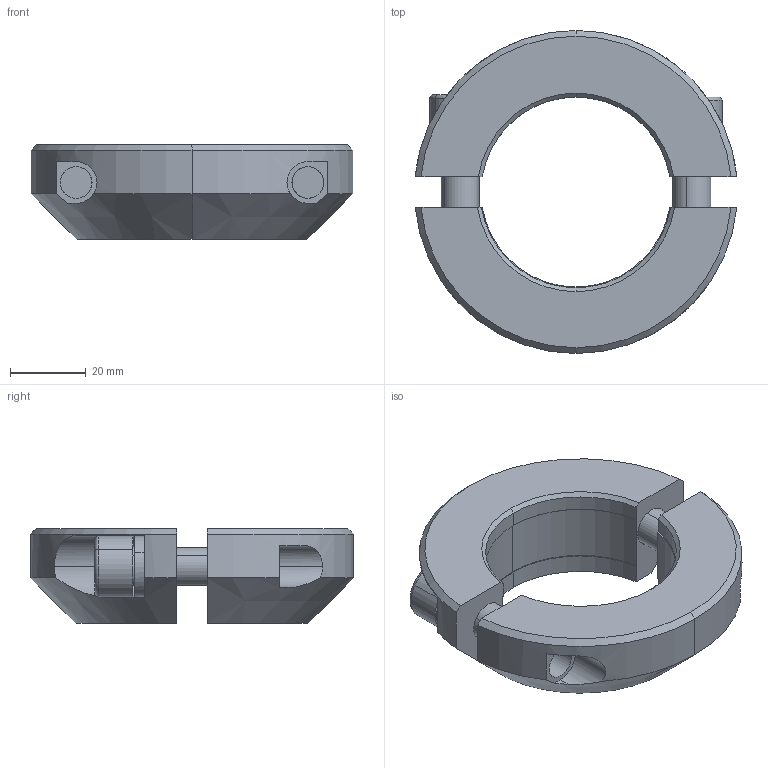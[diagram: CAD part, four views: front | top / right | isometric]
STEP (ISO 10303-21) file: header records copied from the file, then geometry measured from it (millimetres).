
FILE_DESCRIPTION(('no description'),'unknown implementation level');
FILE_NAME('8F5D85C9-CDB5-4728-BF4D-B8F77F6E1D22_export.stp',' ',('CIMSOURCE GmbH'),('CADClick - KiM GmbH - www.kimweb.de'),'unknown preprocess','ACIS','unknown authorization');
FILE_SCHEMA(('automotive_design'));
Length unit declared in the file: millimetre
Products named in the file (6): 663.150 Kaiser AR 53|690.105 Kaiser ETL M10 X 30A_DIN 912 M10 x 30 --- 30C;NONE; 663.150 Kaiser AR 53|693.131 Kaiser ETL �10,2_16L_Standard;NONE; 663.150 Kaiser AR 53|663.919 Kaiser Ringsegment rechts_Standard;NONE; 663.150 Kaiser AR 53|663.920 Kaiser Ringsegment links_Standard;NONE
Bounding box: 84.62 x 85 x 25 mm (x, y, z)
Volume: 65539.4 mm3; surface area: 22741.5 mm2
Topology: 6 solids, 6 shells, 142 faces, 350 edges, 220 vertices
Faces by surface type: plane 62, cylinder 52, cone 20, torus 8
Entity records: 8480 total; most frequent: CARTESIAN_POINT 965, DIRECTION 760, STYLED_ITEM 714, PRESENTATION_STYLE_ASSIGNMENT 714, COLOUR_RGB 714, ORIENTED_EDGE 692, EDGE_CURVE 346, CURVE_STYLE 346
